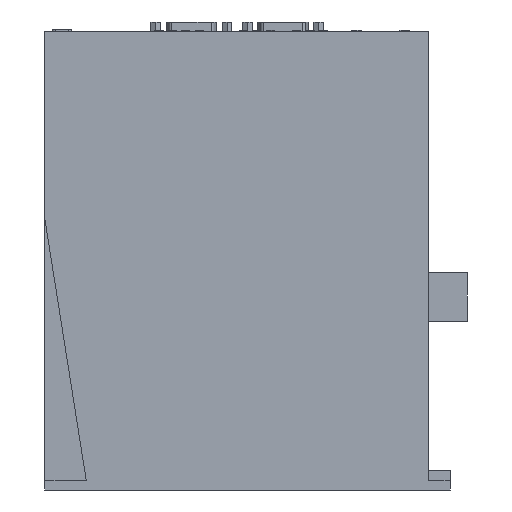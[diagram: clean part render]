
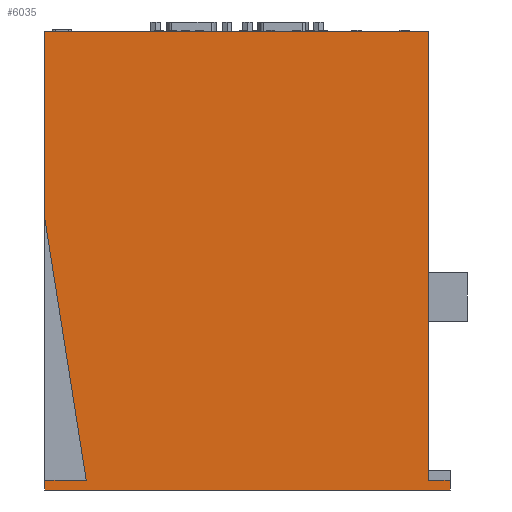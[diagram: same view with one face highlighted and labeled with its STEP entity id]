
A CAD part, left-side view. The second image highlights one B-rep face of the part: STEP entity #6035.
In plain terms, the highlighted planar face has unit normal (-1, 0, 0).
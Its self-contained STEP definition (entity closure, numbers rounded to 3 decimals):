
#18066 = CARTESIAN_POINT ( 'NONE',  ( -45., 84., 17.248 ) ) ;
#18092 = CARTESIAN_POINT ( 'NONE',  ( -45., -75., 95. ) ) ;
#18140 = VERTEX_POINT ( 'NONE', #18066 ) ;
#18185 = VERTEX_POINT ( 'NONE', #18092 ) ;
#1844 = CARTESIAN_POINT ( 'NONE',  ( -45., 84., -95. ) ) ;
#18783 = LINE ( 'NONE', #18784, #18785 ) ;
#18784 = CARTESIAN_POINT ( 'NONE',  ( -45., -75., 95. ) ) ;
#18785 = VECTOR ( 'NONE', #18786, 1000. ) ;
#18786 = DIRECTION ( 'NONE',  ( 0., 0., -1. ) ) ;
#18859 = EDGE_CURVE ( 'NONE', #18185, #11612, #18783, .T. ) ;
#19086 = LINE ( 'NONE', #19087, #19088 ) ;
#19087 = CARTESIAN_POINT ( 'NONE',  ( -45., 84., 95. ) ) ;
#19088 = VECTOR ( 'NONE', #19089, 1000. ) ;
#19089 = DIRECTION ( 'NONE',  ( 0., 0., -1. ) ) ;
#19204 = EDGE_CURVE ( 'NONE', #19473, #18140, #19086, .T. ) ;
#19473 = VERTEX_POINT ( 'NONE', #19486 ) ;
#19486 = CARTESIAN_POINT ( 'NONE',  ( -45., 84., 95. ) ) ;
#3113 = LINE ( 'NONE', #3114, #3115 ) ;
#3114 = CARTESIAN_POINT ( 'NONE',  ( -45., 84., 95. ) ) ;
#3115 = VECTOR ( 'NONE', #3116, 1000. ) ;
#3116 = DIRECTION ( 'NONE',  ( 0., 0., -1. ) ) ;
#3346 = CARTESIAN_POINT ( 'NONE',  ( -45., 84., -91. ) ) ;
#3731 = VERTEX_POINT ( 'NONE', #1844 ) ;
#4436 = FACE_OUTER_BOUND ( 'NONE', #15282, .T. ) ;
#4437 = PLANE ( 'NONE',  #4438 ) ;
#4438 = AXIS2_PLACEMENT_3D ( 'NONE', #4439, #4440, #4441 ) ;
#4439 = CARTESIAN_POINT ( 'NONE',  ( -45., 84., 95. ) ) ;
#4440 = DIRECTION ( 'NONE',  ( 1., 0., 0. ) ) ;
#4441 = DIRECTION ( 'NONE',  ( 0., 1., 0. ) ) ;
#4661 = EDGE_CURVE ( 'NONE', #4932, #3731, #3113, .T. ) ;
#4932 = VERTEX_POINT ( 'NONE', #3346 ) ;
#6035 = ADVANCED_FACE ( 'NONE', ( #4436 ), #4437, .F. ) ;
#6534 = LINE ( 'NONE', #6535, #6536 ) ;
#6535 = CARTESIAN_POINT ( 'NONE',  ( -45., 84., 17.248 ) ) ;
#6536 = VECTOR ( 'NONE', #6537, 1000. ) ;
#6537 = DIRECTION ( 'NONE',  ( 0., 0.156, 0.988 ) ) ;
#7011 = CARTESIAN_POINT ( 'NONE',  ( -45., 66.855, -91. ) ) ;
#7014 = ORIENTED_EDGE ( 'NONE', *, *, #19204, .T. ) ;
#7586 = ORIENTED_EDGE ( 'NONE', *, *, #7953, .F. ) ;
#7834 = LINE ( 'NONE', #7835, #7836 ) ;
#7835 = CARTESIAN_POINT ( 'NONE',  ( -45., 66.855, -91. ) ) ;
#7836 = VECTOR ( 'NONE', #7837, 1000. ) ;
#7837 = DIRECTION ( 'NONE',  ( 0., -1., 0. ) ) ;
#7953 = EDGE_CURVE ( 'NONE', #8222, #18140, #6534, .T. ) ;
#8222 = VERTEX_POINT ( 'NONE', #7011 ) ;
#8744 = ORIENTED_EDGE ( 'NONE', *, *, #9114, .F. ) ;
#9114 = EDGE_CURVE ( 'NONE', #4932, #8222, #7834, .T. ) ;
#9258 = LINE ( 'NONE', #9259, #9260 ) ;
#9259 = CARTESIAN_POINT ( 'NONE',  ( -45., 84., -95. ) ) ;
#9260 = VECTOR ( 'NONE', #9261, 1000. ) ;
#9261 = DIRECTION ( 'NONE',  ( 0., -1., 0. ) ) ;
#9616 = CARTESIAN_POINT ( 'NONE',  ( -45., -84., -95. ) ) ;
#9688 = ORIENTED_EDGE ( 'NONE', *, *, #4661, .T. ) ;
#10257 = ORIENTED_EDGE ( 'NONE', *, *, #10628, .T. ) ;
#10424 = CARTESIAN_POINT ( 'NONE',  ( -45., -75., -91. ) ) ;
#10628 = EDGE_CURVE ( 'NONE', #3731, #10903, #9258, .T. ) ;
#10706 = LINE ( 'NONE', #10707, #10708 ) ;
#10707 = CARTESIAN_POINT ( 'NONE',  ( -45., -84., -91. ) ) ;
#10708 = VECTOR ( 'NONE', #10709, 1000. ) ;
#10709 = DIRECTION ( 'NONE',  ( 0., 0., -1. ) ) ;
#10903 = VERTEX_POINT ( 'NONE', #9616 ) ;
#10928 = CARTESIAN_POINT ( 'NONE',  ( -45., -84., -91. ) ) ;
#11438 = ORIENTED_EDGE ( 'NONE', *, *, #11810, .F. ) ;
#11612 = VERTEX_POINT ( 'NONE', #10424 ) ;
#11810 = EDGE_CURVE ( 'NONE', #12067, #10903, #10706, .T. ) ;
#12067 = VERTEX_POINT ( 'NONE', #10928 ) ;
#12118 = LINE ( 'NONE', #12119, #12120 ) ;
#12119 = CARTESIAN_POINT ( 'NONE',  ( -45., 84., -91. ) ) ;
#12120 = VECTOR ( 'NONE', #12121, 1000. ) ;
#12121 = DIRECTION ( 'NONE',  ( 0., 1., 0. ) ) ;
#12595 = ORIENTED_EDGE ( 'NONE', *, *, #13041, .T. ) ;
#13041 = EDGE_CURVE ( 'NONE', #12067, #11612, #12118, .T. ) ;
#13618 = ORIENTED_EDGE ( 'NONE', *, *, #18859, .F. ) ;
#13847 = LINE ( 'NONE', #13848, #13849 ) ;
#13848 = CARTESIAN_POINT ( 'NONE',  ( -45., 84., 95. ) ) ;
#13849 = VECTOR ( 'NONE', #13850, 1000. ) ;
#13850 = DIRECTION ( 'NONE',  ( 0., -1., 0. ) ) ;
#14177 = ORIENTED_EDGE ( 'NONE', *, *, #14548, .F. ) ;
#14548 = EDGE_CURVE ( 'NONE', #19473, #18185, #13847, .T. ) ;
#15282 = EDGE_LOOP ( 'NONE', ( #7014, #7586, #8744, #9688, #10257, #11438, #12595, #13618, #14177 ) ) ;
